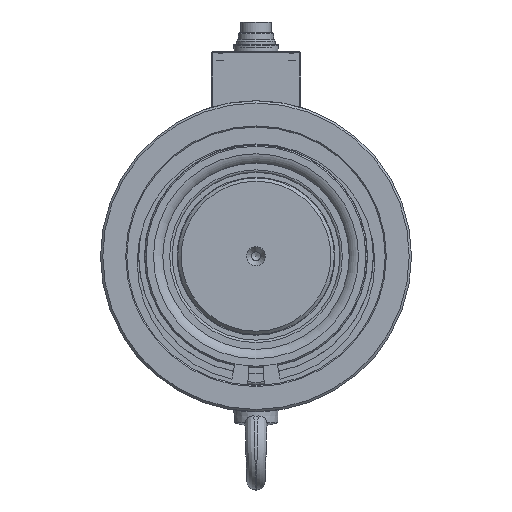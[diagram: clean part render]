
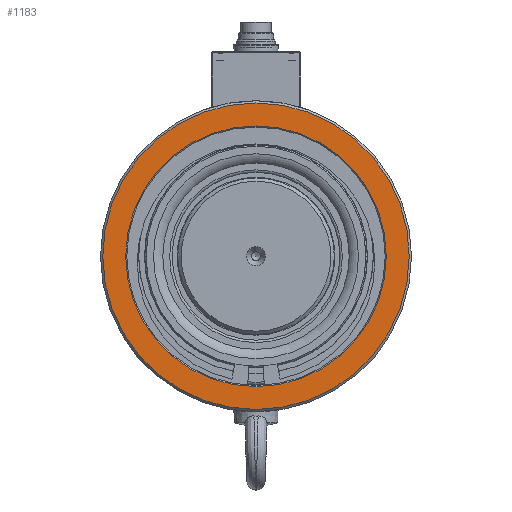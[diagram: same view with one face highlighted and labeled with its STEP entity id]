
A CAD part, left-side view. The second image highlights one B-rep face of the part: STEP entity #1183.
In plain terms, the highlighted planar face has unit normal (-1, 0, 0).
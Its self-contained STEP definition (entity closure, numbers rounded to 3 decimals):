
#1183 = ADVANCED_FACE( '', ( #2349, #2350 ), #2351, .T. );
#2349 = FACE_BOUND( '', #5216, .T. );
#2350 = FACE_OUTER_BOUND( '', #5217, .T. );
#2351 = PLANE( '', #5218 );
#5216 = EDGE_LOOP( '', ( #6962 ) );
#5217 = EDGE_LOOP( '', ( #6963 ) );
#5218 = AXIS2_PLACEMENT_3D( '', #6964, #6965, #6966 );
#6962 = ORIENTED_EDGE( '', *, *, #8421, .T. );
#6963 = ORIENTED_EDGE( '', *, *, #8422, .T. );
#6964 = CARTESIAN_POINT( '', ( 0., 0., 0. ) );
#6965 = DIRECTION( '', ( -1., 0., 0. ) );
#6966 = DIRECTION( '', ( 0., -1., 0. ) );
#8421 = EDGE_CURVE( '', #9481, #9481, #9482, .F. );
#8422 = EDGE_CURVE( '', #9483, #9483, #9484, .T. );
#9481 = VERTEX_POINT( '', #11179 );
#9482 = CIRCLE( '', #11180, 58.25 );
#9483 = VERTEX_POINT( '', #11181 );
#9484 = CIRCLE( '', #11182, 68.5 );
#11179 = CARTESIAN_POINT( '', ( 0., -58.25, 0. ) );
#11180 = AXIS2_PLACEMENT_3D( '', #12235, #12236, #12237 );
#11181 = CARTESIAN_POINT( '', ( 0., -68.5, 0. ) );
#11182 = AXIS2_PLACEMENT_3D( '', #12238, #12239, #12240 );
#12235 = CARTESIAN_POINT( '', ( 0., 0., 0. ) );
#12236 = DIRECTION( '', ( -1., 0., 0. ) );
#12237 = DIRECTION( '', ( 0., -1., 0. ) );
#12238 = CARTESIAN_POINT( '', ( 0., 0., 0. ) );
#12239 = DIRECTION( '', ( -1., 0., 0. ) );
#12240 = DIRECTION( '', ( 0., -1., 0. ) );
